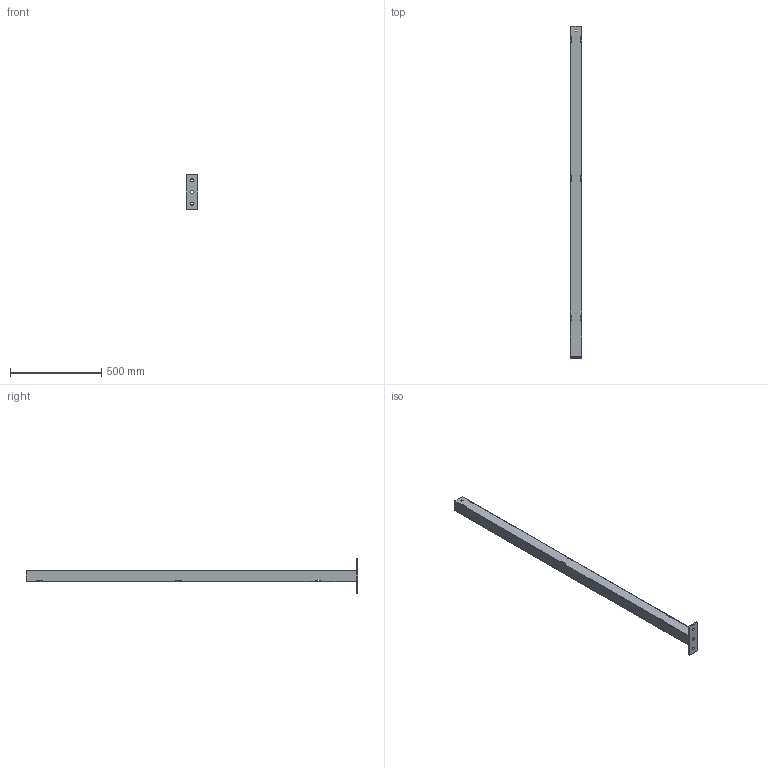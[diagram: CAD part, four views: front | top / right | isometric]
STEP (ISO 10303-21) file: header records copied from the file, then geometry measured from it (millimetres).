
FILE_DESCRIPTION (( 'STEP AP203' ), '1' );
FILE_NAME ('XG5506_Default.step', '2023-12-19T18:39:51', ( 'Windows User' ), ( 'AUTOMATION DIRECT' ), 'SwSTEP 2.0', 'SolidWorks 2023', '' );
FILE_SCHEMA (( 'CONFIG_CONTROL_DESIGN' ));
Length unit declared in the file: inch
Products named in the file (1): XG5506_Default
Bounding box: 63.5 x 1816.1 x 190.5 mm (x, y, z)
Volume: 755477.1 mm3; surface area: 908295.3 mm2
Topology: 2 solids, 2 shells, 107 faces, 381 edges, 254 vertices
Faces by surface type: plane 72, cylinder 35
Full cylindrical faces by diameter (mm): 15.875 x3
Entity records: 4247 total; most frequent: ORIENTED_EDGE 756, CARTESIAN_POINT 740, DIRECTION 712, EDGE_CURVE 378, VECTOR 260, LINE 260, VERTEX_POINT 254, AXIS2_PLACEMENT_3D 226
